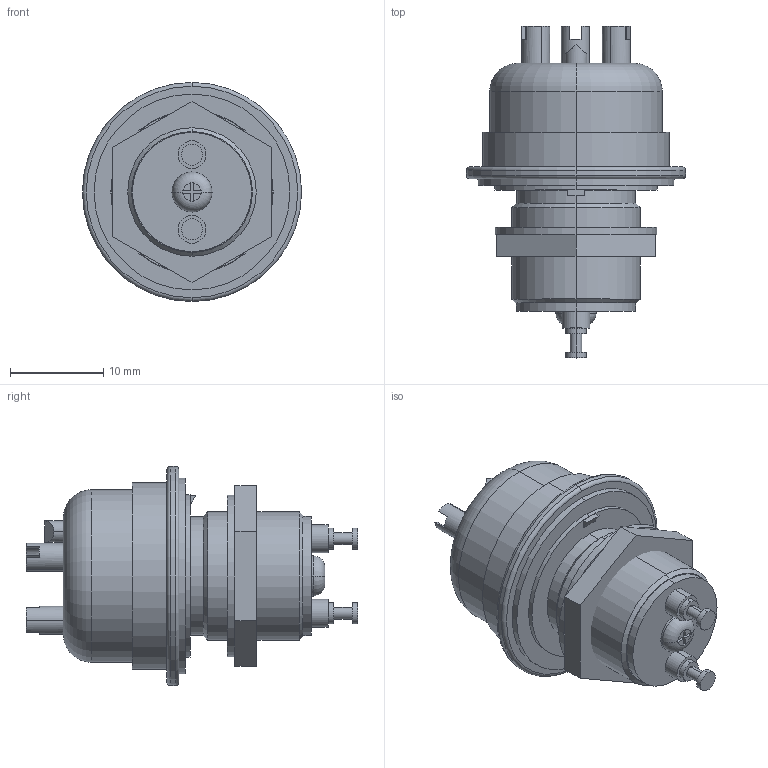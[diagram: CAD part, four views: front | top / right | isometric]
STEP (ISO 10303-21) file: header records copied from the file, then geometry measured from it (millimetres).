
FILE_DESCRIPTION (( 'STEP AP214' ), '1' );
FILE_NAME ('GH1_step.STEP', '2011-10-17T21:15:38', ( 'RUlrich' ), ( 'Genco' ), 'SwSTEP 2.0', 'SolidWorks 2010', '' );
FILE_SCHEMA (( 'AUTOMOTIVE_DESIGN' ));
Length unit declared in the file: inch
Products named in the file (1): GH1_step
Bounding box: 23.5 x 35.6 x 23.5 mm (x, y, z)
Volume: 6287 mm3; surface area: 3287.1 mm2
Topology: 11 solids, 11 shells, 148 faces, 336 edges, 220 vertices
Faces by surface type: plane 82, cylinder 54, torus 8, cone 4
Entity records: 6322 total; most frequent: CARTESIAN_POINT 777, DIRECTION 768, ORIENTED_EDGE 672, EDGE_CURVE 336, AXIS2_PLACEMENT_3D 301, VERTEX_POINT 220, EDGE_LOOP 168, LINE 166
